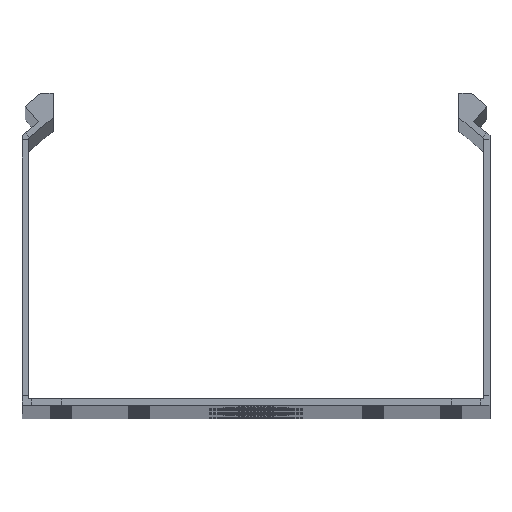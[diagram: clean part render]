
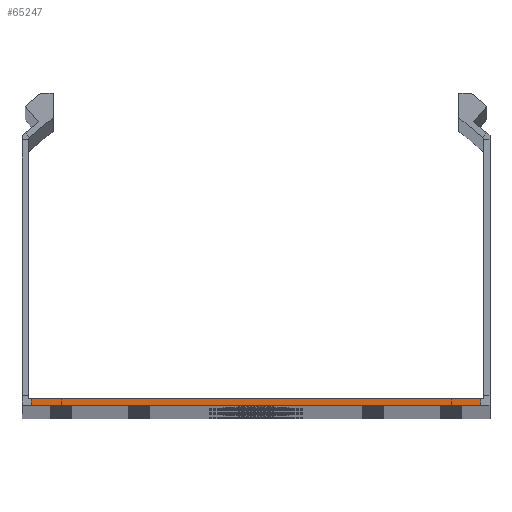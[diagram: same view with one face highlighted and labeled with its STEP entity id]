
A CAD part, top view. The second image highlights one B-rep face of the part: STEP entity #65247.
In plain terms, the highlighted planar face has unit normal (0, 0, 1).
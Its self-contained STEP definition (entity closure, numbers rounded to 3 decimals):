
#2992 = EDGE_CURVE ( 'NONE', #59612, #49430, #54394, .T. ) ;
#13244 = DIRECTION ( 'NONE',  ( 1., 0., 0. ) ) ;
#14416 = VERTEX_POINT ( 'NONE', #36424 ) ;
#15510 = DIRECTION ( 'NONE',  ( -1., 0., 0. ) ) ;
#15607 = LINE ( 'NONE', #56890, #66910 ) ;
#15677 = CARTESIAN_POINT ( 'NONE',  ( 72., 2., 1250. ) ) ;
#19551 = FACE_OUTER_BOUND ( 'NONE', #63071, .T. ) ;
#21487 = CARTESIAN_POINT ( 'NONE',  ( -72., 0., 1250. ) ) ;
#25606 = LINE ( 'NONE', #70225, #56783 ) ;
#26811 = VECTOR ( 'NONE', #15510, 1000. ) ;
#28623 = LINE ( 'NONE', #55035, #26811 ) ;
#29907 = EDGE_CURVE ( 'NONE', #59612, #32628, #15607, .T. ) ;
#30635 = CARTESIAN_POINT ( 'NONE',  ( 72., 0., 1250. ) ) ;
#32628 = VERTEX_POINT ( 'NONE', #21487 ) ;
#32854 = ORIENTED_EDGE ( 'NONE', *, *, #29907, .F. ) ;
#36424 = CARTESIAN_POINT ( 'NONE',  ( -72., 2., 1250. ) ) ;
#36647 = DIRECTION ( 'NONE',  ( 0., 0., 1. ) ) ;
#36895 = CARTESIAN_POINT ( 'NONE',  ( 73., 3., 1250. ) ) ;
#40982 = ORIENTED_EDGE ( 'NONE', *, *, #2992, .T. ) ;
#45614 = CARTESIAN_POINT ( 'NONE',  ( 72., 0., 1250. ) ) ;
#46585 = ORIENTED_EDGE ( 'NONE', *, *, #46811, .T. ) ;
#46811 = EDGE_CURVE ( 'NONE', #14416, #32628, #25606, .T. ) ;
#47491 = PLANE ( 'NONE',  #59544 ) ;
#49430 = VERTEX_POINT ( 'NONE', #15677 ) ;
#54394 = LINE ( 'NONE', #30635, #63345 ) ;
#55035 = CARTESIAN_POINT ( 'NONE',  ( -75., 2., 1250. ) ) ;
#56416 = DIRECTION ( 'NONE',  ( -1., 0., 0. ) ) ;
#56783 = VECTOR ( 'NONE', #58119, 1000. ) ;
#56890 = CARTESIAN_POINT ( 'NONE',  ( -75., 0., 1250. ) ) ;
#58119 = DIRECTION ( 'NONE',  ( 0., -1., 0. ) ) ;
#59544 = AXIS2_PLACEMENT_3D ( 'NONE', #36895, #36647, #13244 ) ;
#59612 = VERTEX_POINT ( 'NONE', #45614 ) ;
#63071 = EDGE_LOOP ( 'NONE', ( #32854, #40982, #71631, #46585 ) ) ;
#63341 = EDGE_CURVE ( 'NONE', #49430, #14416, #28623, .T. ) ;
#63345 = VECTOR ( 'NONE', #70889, 1000. ) ;
#65247 = ADVANCED_FACE ( 'NONE', ( #19551 ), #47491, .T. ) ;
#66910 = VECTOR ( 'NONE', #56416, 1000. ) ;
#70225 = CARTESIAN_POINT ( 'NONE',  ( -72., 2., 1250. ) ) ;
#70889 = DIRECTION ( 'NONE',  ( 0., 1., 0. ) ) ;
#71631 = ORIENTED_EDGE ( 'NONE', *, *, #63341, .T. ) ;
